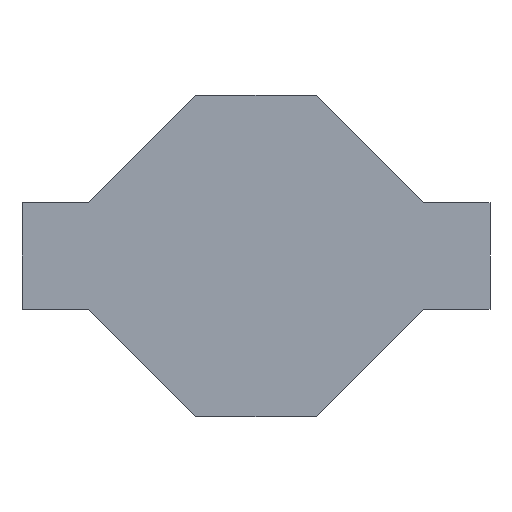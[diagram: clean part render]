
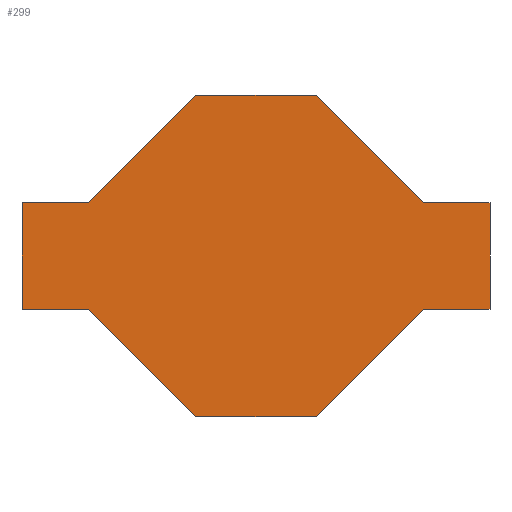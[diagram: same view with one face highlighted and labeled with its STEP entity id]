
A CAD part, front view. The second image highlights one B-rep face of the part: STEP entity #299.
In plain terms, the highlighted planar face has unit normal (0, -1, 0).
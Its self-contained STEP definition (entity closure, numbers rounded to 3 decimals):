
#34=FACE_OUTER_BOUND('',#51,.T.);
#51=EDGE_LOOP('',(#257,#258,#259,#260,#261,#262,#263,#264,#265,#266,#267,
#268));
#52=LINE('',#411,#89);
#56=LINE('',#419,#93);
#59=LINE('',#425,#96);
#62=LINE('',#431,#99);
#65=LINE('',#437,#102);
#68=LINE('',#443,#105);
#71=LINE('',#449,#108);
#74=LINE('',#455,#111);
#77=LINE('',#461,#114);
#80=LINE('',#467,#117);
#83=LINE('',#473,#120);
#86=LINE('',#478,#123);
#89=VECTOR('',#336,10.);
#93=VECTOR('',#342,10.);
#96=VECTOR('',#347,10.);
#99=VECTOR('',#352,10.);
#102=VECTOR('',#357,10.);
#105=VECTOR('',#362,10.);
#108=VECTOR('',#367,10.);
#111=VECTOR('',#372,10.);
#114=VECTOR('',#377,10.);
#117=VECTOR('',#382,10.);
#120=VECTOR('',#387,10.);
#123=VECTOR('',#392,10.);
#126=VERTEX_POINT('',#409);
#127=VERTEX_POINT('',#410);
#130=VERTEX_POINT('',#418);
#132=VERTEX_POINT('',#424);
#134=VERTEX_POINT('',#430);
#136=VERTEX_POINT('',#436);
#138=VERTEX_POINT('',#442);
#140=VERTEX_POINT('',#448);
#142=VERTEX_POINT('',#454);
#144=VERTEX_POINT('',#460);
#146=VERTEX_POINT('',#466);
#148=VERTEX_POINT('',#472);
#152=EDGE_CURVE('',#126,#127,#52,.T.);
#156=EDGE_CURVE('',#127,#130,#56,.T.);
#159=EDGE_CURVE('',#130,#132,#59,.T.);
#162=EDGE_CURVE('',#134,#132,#62,.T.);
#165=EDGE_CURVE('',#136,#134,#65,.T.);
#168=EDGE_CURVE('',#138,#136,#68,.T.);
#171=EDGE_CURVE('',#138,#140,#71,.T.);
#174=EDGE_CURVE('',#140,#142,#74,.T.);
#177=EDGE_CURVE('',#142,#144,#77,.T.);
#180=EDGE_CURVE('',#146,#144,#80,.T.);
#183=EDGE_CURVE('',#148,#146,#83,.T.);
#186=EDGE_CURVE('',#126,#148,#86,.T.);
#257=ORIENTED_EDGE('',*,*,#186,.F.);
#258=ORIENTED_EDGE('',*,*,#152,.T.);
#259=ORIENTED_EDGE('',*,*,#156,.T.);
#260=ORIENTED_EDGE('',*,*,#159,.T.);
#261=ORIENTED_EDGE('',*,*,#162,.F.);
#262=ORIENTED_EDGE('',*,*,#165,.F.);
#263=ORIENTED_EDGE('',*,*,#168,.F.);
#264=ORIENTED_EDGE('',*,*,#171,.T.);
#265=ORIENTED_EDGE('',*,*,#174,.T.);
#266=ORIENTED_EDGE('',*,*,#177,.T.);
#267=ORIENTED_EDGE('',*,*,#180,.F.);
#268=ORIENTED_EDGE('',*,*,#183,.F.);
#283=PLANE('',#331);
#299=ADVANCED_FACE('',(#34),#283,.F.);
#331=AXIS2_PLACEMENT_3D('',#488,#405,#406);
#336=DIRECTION('',(1.,0.,0.));
#342=DIRECTION('',(0.706,0.,0.708));
#347=DIRECTION('',(1.,0.,0.));
#352=DIRECTION('',(0.,0.,-1.));
#357=DIRECTION('',(1.,0.,0.));
#362=DIRECTION('',(0.706,0.,-0.708));
#367=DIRECTION('',(-1.,0.,0.));
#372=DIRECTION('',(-0.706,0.,-0.708));
#377=DIRECTION('',(-1.,0.,0.));
#382=DIRECTION('',(0.,0.,1.));
#387=DIRECTION('',(-1.,0.,0.));
#392=DIRECTION('',(-0.706,0.,0.708));
#405=DIRECTION('center_axis',(0.,1.,0.));
#406=DIRECTION('ref_axis',(1.,0.,0.));
#409=CARTESIAN_POINT('',(-1.145,0.,-3.05));
#410=CARTESIAN_POINT('',(1.145,0.,-3.05));
#411=CARTESIAN_POINT('',(0.,0.,-3.05));
#418=CARTESIAN_POINT('',(3.175,0.,-1.015));
#419=CARTESIAN_POINT('',(1.145,0.,-3.05));
#424=CARTESIAN_POINT('',(4.445,0.,-1.015));
#425=CARTESIAN_POINT('',(3.175,0.,-1.015));
#430=CARTESIAN_POINT('',(4.445,0.,1.015));
#431=CARTESIAN_POINT('',(4.445,0.,1.015));
#436=CARTESIAN_POINT('',(3.175,0.,1.015));
#437=CARTESIAN_POINT('',(3.175,0.,1.015));
#442=CARTESIAN_POINT('',(1.145,0.,3.05));
#443=CARTESIAN_POINT('',(1.145,0.,3.05));
#448=CARTESIAN_POINT('',(-1.145,0.,3.05));
#449=CARTESIAN_POINT('',(0.,0.,3.05));
#454=CARTESIAN_POINT('',(-3.175,0.,1.015));
#455=CARTESIAN_POINT('',(-1.145,0.,3.05));
#460=CARTESIAN_POINT('',(-4.445,0.,1.015));
#461=CARTESIAN_POINT('',(-3.175,0.,1.015));
#466=CARTESIAN_POINT('',(-4.445,0.,-1.015));
#467=CARTESIAN_POINT('',(-4.445,0.,-1.015));
#472=CARTESIAN_POINT('',(-3.175,0.,-1.015));
#473=CARTESIAN_POINT('',(-3.175,0.,-1.015));
#478=CARTESIAN_POINT('',(-1.145,0.,-3.05));
#488=CARTESIAN_POINT('Origin',(0.,0.,0.));
